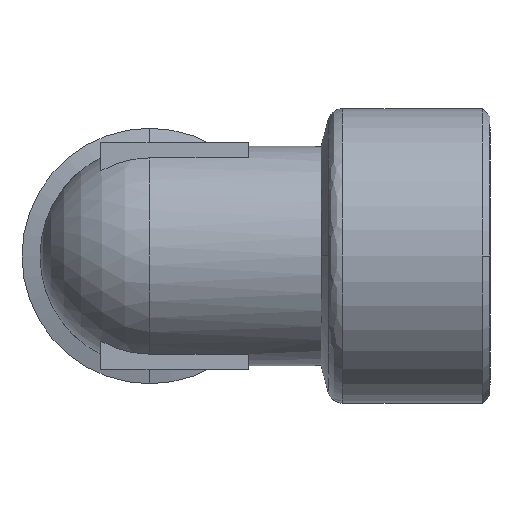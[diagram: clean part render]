
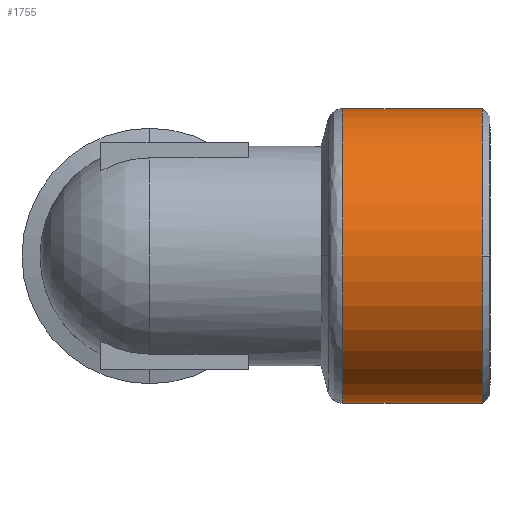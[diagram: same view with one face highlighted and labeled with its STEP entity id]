
A CAD part, left-side view. The second image highlights one B-rep face of the part: STEP entity #1755.
In plain terms, the highlighted cylindrical face has radius 19.5 mm (diameter 39 mm), a partial arc.
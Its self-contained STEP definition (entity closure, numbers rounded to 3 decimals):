
#19 = ORIENTED_EDGE ( 'NONE', *, *, #1657, .T. ) ;
#61 = DIRECTION ( 'NONE',  ( 0., -1., 0. ) ) ;
#329 = CARTESIAN_POINT ( 'NONE',  ( 0., 20.465, 19.5 ) ) ;
#341 = LINE ( 'NONE', #894, #2140 ) ;
#371 = AXIS2_PLACEMENT_3D ( 'NONE', #2227, #2213, #468 ) ;
#383 = EDGE_CURVE ( 'NONE', #1650, #831, #722, .T. ) ;
#460 = CARTESIAN_POINT ( 'NONE',  ( 0., 2., -19.5 ) ) ;
#468 = DIRECTION ( 'NONE',  ( 0., 0., -1. ) ) ;
#505 = CARTESIAN_POINT ( 'NONE',  ( 0., 2., 0. ) ) ;
#659 = VECTOR ( 'NONE', #1554, 1000. ) ;
#687 = DIRECTION ( 'NONE',  ( 0., 1., 0. ) ) ;
#722 = CIRCLE ( 'NONE', #1353, 19.5 ) ;
#805 = CIRCLE ( 'NONE', #371, 19.5 ) ;
#831 = VERTEX_POINT ( 'NONE', #968 ) ;
#883 = DIRECTION ( 'NONE',  ( 0., 0., -1. ) ) ;
#894 = CARTESIAN_POINT ( 'NONE',  ( 0., 20.465, -19.5 ) ) ;
#909 = CARTESIAN_POINT ( 'NONE',  ( -19.5, 2., 0. ) ) ;
#968 = CARTESIAN_POINT ( 'NONE',  ( 0., 2., 19.5 ) ) ;
#970 = VERTEX_POINT ( 'NONE', #460 ) ;
#1035 = EDGE_CURVE ( 'NONE', #970, #1650, #805, .T. ) ;
#1113 = CARTESIAN_POINT ( 'NONE',  ( 0., 20.465, -19.5 ) ) ;
#1161 = AXIS2_PLACEMENT_3D ( 'NONE', #2239, #1523, #2224 ) ;
#1217 = DIRECTION ( 'NONE',  ( 0., 0., -1. ) ) ;
#1218 = AXIS2_PLACEMENT_3D ( 'NONE', #1927, #1764, #883 ) ;
#1315 = VERTEX_POINT ( 'NONE', #1618 ) ;
#1316 = ORIENTED_EDGE ( 'NONE', *, *, #1930, .T. ) ;
#1353 = AXIS2_PLACEMENT_3D ( 'NONE', #505, #687, #1217 ) ;
#1523 = DIRECTION ( 'NONE',  ( 0., -1., 0. ) ) ;
#1554 = DIRECTION ( 'NONE',  ( 0., -1., 0. ) ) ;
#1618 = CARTESIAN_POINT ( 'NONE',  ( 0., 20.465, 19.5 ) ) ;
#1650 = VERTEX_POINT ( 'NONE', #909 ) ;
#1657 = EDGE_CURVE ( 'NONE', #1812, #970, #341, .T. ) ;
#1713 = ORIENTED_EDGE ( 'NONE', *, *, #1035, .T. ) ;
#1755 = ADVANCED_FACE ( 'NONE', ( #2015 ), #2130, .T. ) ;
#1764 = DIRECTION ( 'NONE',  ( 0., -1., 0. ) ) ;
#1812 = VERTEX_POINT ( 'NONE', #1113 ) ;
#1816 = EDGE_LOOP ( 'NONE', ( #1996, #1316, #19, #1713, #2117 ) ) ;
#1833 = CIRCLE ( 'NONE', #1161, 19.5 ) ;
#1927 = CARTESIAN_POINT ( 'NONE',  ( 0., 20.465, 0. ) ) ;
#1930 = EDGE_CURVE ( 'NONE', #1315, #1812, #1833, .T. ) ;
#1996 = ORIENTED_EDGE ( 'NONE', *, *, #2034, .F. ) ;
#2015 = FACE_OUTER_BOUND ( 'NONE', #1816, .T. ) ;
#2030 = LINE ( 'NONE', #329, #659 ) ;
#2034 = EDGE_CURVE ( 'NONE', #1315, #831, #2030, .T. ) ;
#2117 = ORIENTED_EDGE ( 'NONE', *, *, #383, .T. ) ;
#2130 = CYLINDRICAL_SURFACE ( 'NONE', #1218, 19.5 ) ;
#2140 = VECTOR ( 'NONE', #61, 1000. ) ;
#2213 = DIRECTION ( 'NONE',  ( 0., 1., 0. ) ) ;
#2224 = DIRECTION ( 'NONE',  ( 0., 0., -1. ) ) ;
#2227 = CARTESIAN_POINT ( 'NONE',  ( 0., 2., 0. ) ) ;
#2239 = CARTESIAN_POINT ( 'NONE',  ( 0., 20.465, 0. ) ) ;
